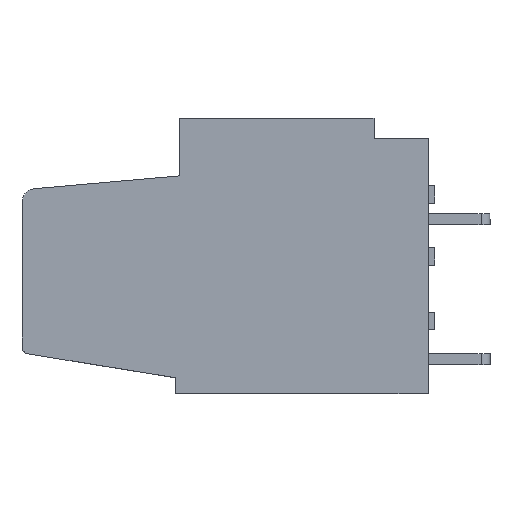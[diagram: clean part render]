
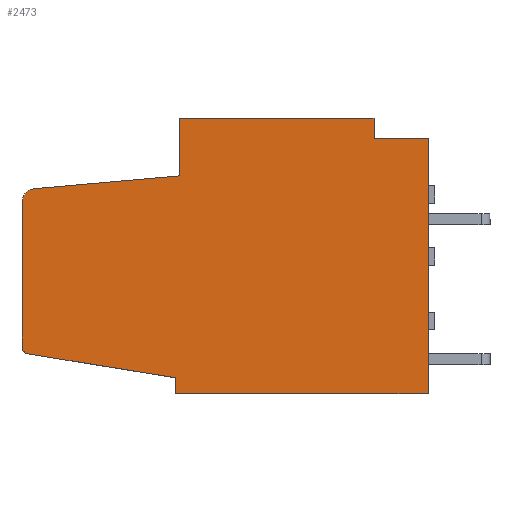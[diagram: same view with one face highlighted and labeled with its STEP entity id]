
A CAD part, left-side view. The second image highlights one B-rep face of the part: STEP entity #2473.
In plain terms, the highlighted planar face has unit normal (-1, 0, 0).
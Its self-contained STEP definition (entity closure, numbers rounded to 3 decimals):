
#33 = AXIS2_PLACEMENT_3D ( 'NONE', #4653, #5907, #6499 ) ;
#340 = CARTESIAN_POINT ( 'NONE',  ( -40.65, 47.087, -13.848 ) ) ;
#581 = CIRCLE ( 'NONE', #4202, 1. ) ;
#677 = VECTOR ( 'NONE', #2914, 1000. ) ;
#737 = DIRECTION ( 'NONE',  ( 0., 0., 1. ) ) ;
#744 = CARTESIAN_POINT ( 'NONE',  ( -40.65, 47.386, -28.515 ) ) ;
#767 = VERTEX_POINT ( 'NONE', #3591 ) ;
#815 = VECTOR ( 'NONE', #6693, 1000. ) ;
#989 = VERTEX_POINT ( 'NONE', #744 ) ;
#995 = LINE ( 'NONE', #2577, #5703 ) ;
#1062 = VERTEX_POINT ( 'NONE', #7420 ) ;
#1080 = VECTOR ( 'NONE', #3337, 1000. ) ;
#1105 = ORIENTED_EDGE ( 'NONE', *, *, #5676, .T. ) ;
#1426 = CARTESIAN_POINT ( 'NONE',  ( -40.65, 47.087, -9.669 ) ) ;
#1428 = CARTESIAN_POINT ( 'NONE',  ( -40.65, 32.969, -11.142 ) ) ;
#1430 = VECTOR ( 'NONE', #5545, 1000. ) ;
#1441 = VECTOR ( 'NONE', #737, 1000. ) ;
#1482 = EDGE_CURVE ( 'NONE', #989, #767, #2781, .T. ) ;
#1510 = ORIENTED_EDGE ( 'NONE', *, *, #1482, .T. ) ;
#1780 = VERTEX_POINT ( 'NONE', #3891 ) ;
#1884 = PLANE ( 'NONE',  #4096 ) ;
#2034 = DIRECTION ( 'NONE',  ( 0., 0., 1. ) ) ;
#2155 = CARTESIAN_POINT ( 'NONE',  ( -40.65, 47.386, -29.669 ) ) ;
#2170 = EDGE_LOOP ( 'NONE', ( #3894, #7684, #6635, #2312, #2685, #4710, #1510, #4690, #2319, #1105, #2792, #5279 ) ) ;
#2312 = ORIENTED_EDGE ( 'NONE', *, *, #4205, .T. ) ;
#2319 = ORIENTED_EDGE ( 'NONE', *, *, #3186, .T. ) ;
#2437 = VERTEX_POINT ( 'NONE', #3717 ) ;
#2473 = ADVANCED_FACE ( 'NONE', ( #2475 ), #1884, .T. ) ;
#2475 = FACE_OUTER_BOUND ( 'NONE', #2170, .T. ) ;
#2577 = CARTESIAN_POINT ( 'NONE',  ( -40.65, 47.087, -13.848 ) ) ;
#2685 = ORIENTED_EDGE ( 'NONE', *, *, #2746, .T. ) ;
#2746 = EDGE_CURVE ( 'NONE', #5328, #2437, #3042, .T. ) ;
#2781 = LINE ( 'NONE', #3681, #815 ) ;
#2792 = ORIENTED_EDGE ( 'NONE', *, *, #4470, .T. ) ;
#2807 = DIRECTION ( 'NONE',  ( -1., 0., 0. ) ) ;
#2834 = CARTESIAN_POINT ( 'NONE',  ( -40.65, 57.542, -15.775 ) ) ;
#2914 = DIRECTION ( 'NONE',  ( 0., 0., -1. ) ) ;
#2926 = LINE ( 'NONE', #3736, #1430 ) ;
#2982 = LINE ( 'NONE', #7784, #7620 ) ;
#3032 = LINE ( 'NONE', #2155, #1080 ) ;
#3042 = CIRCLE ( 'NONE', #33, 0.5 ) ;
#3112 = CARTESIAN_POINT ( 'NONE',  ( -40.65, 57.542, -15.775 ) ) ;
#3151 = CARTESIAN_POINT ( 'NONE',  ( -40.65, 57.63, -14.779 ) ) ;
#3186 = EDGE_CURVE ( 'NONE', #7490, #5528, #5317, .T. ) ;
#3239 = CARTESIAN_POINT ( 'NONE',  ( -40.65, 29.042, -29.669 ) ) ;
#3250 = CARTESIAN_POINT ( 'NONE',  ( -40.65, 29.042, -11.142 ) ) ;
#3267 = VERTEX_POINT ( 'NONE', #6854 ) ;
#3337 = DIRECTION ( 'NONE',  ( 0., -1., 0. ) ) ;
#3489 = EDGE_CURVE ( 'NONE', #3653, #6385, #3707, .T. ) ;
#3557 = CARTESIAN_POINT ( 'NONE',  ( -40.65, 58.542, -26.283 ) ) ;
#3591 = CARTESIAN_POINT ( 'NONE',  ( -40.65, 47.386, -29.669 ) ) ;
#3625 = CARTESIAN_POINT ( 'NONE',  ( -40.65, 32.969, -9.669 ) ) ;
#3639 = VERTEX_POINT ( 'NONE', #3151 ) ;
#3653 = VERTEX_POINT ( 'NONE', #1426 ) ;
#3681 = CARTESIAN_POINT ( 'NONE',  ( -40.65, 47.386, -28.515 ) ) ;
#3707 = LINE ( 'NONE', #5387, #677 ) ;
#3717 = CARTESIAN_POINT ( 'NONE',  ( -40.65, 58.122, -26.777 ) ) ;
#3736 = CARTESIAN_POINT ( 'NONE',  ( -40.65, 29.042, -11.142 ) ) ;
#3815 = VECTOR ( 'NONE', #7422, 1000. ) ;
#3891 = CARTESIAN_POINT ( 'NONE',  ( -40.65, 32.969, -11.142 ) ) ;
#3894 = ORIENTED_EDGE ( 'NONE', *, *, #3489, .T. ) ;
#4096 = AXIS2_PLACEMENT_3D ( 'NONE', #3112, #4335, #5801 ) ;
#4202 = AXIS2_PLACEMENT_3D ( 'NONE', #2834, #2807, #7040 ) ;
#4205 = EDGE_CURVE ( 'NONE', #3267, #5328, #5990, .T. ) ;
#4219 = EDGE_CURVE ( 'NONE', #6385, #3639, #995, .T. ) ;
#4335 = DIRECTION ( 'NONE',  ( -1., 0., 0. ) ) ;
#4394 = DIRECTION ( 'NONE',  ( 0., 0.996, -0.088 ) ) ;
#4470 = EDGE_CURVE ( 'NONE', #1780, #1062, #4926, .T. ) ;
#4653 = CARTESIAN_POINT ( 'NONE',  ( -40.65, 58.042, -26.283 ) ) ;
#4690 = ORIENTED_EDGE ( 'NONE', *, *, #5015, .T. ) ;
#4710 = ORIENTED_EDGE ( 'NONE', *, *, #7732, .T. ) ;
#4713 = EDGE_CURVE ( 'NONE', #3639, #3267, #581, .T. ) ;
#4926 = LINE ( 'NONE', #1428, #1441 ) ;
#5015 = EDGE_CURVE ( 'NONE', #767, #7490, #3032, .T. ) ;
#5027 = CARTESIAN_POINT ( 'NONE',  ( -40.65, 58.542, -15.775 ) ) ;
#5075 = CARTESIAN_POINT ( 'NONE',  ( -40.65, 29.042, -29.669 ) ) ;
#5279 = ORIENTED_EDGE ( 'NONE', *, *, #6078, .T. ) ;
#5317 = LINE ( 'NONE', #3239, #5981 ) ;
#5328 = VERTEX_POINT ( 'NONE', #3557 ) ;
#5387 = CARTESIAN_POINT ( 'NONE',  ( -40.65, 47.087, -9.669 ) ) ;
#5528 = VERTEX_POINT ( 'NONE', #3250 ) ;
#5545 = DIRECTION ( 'NONE',  ( 0., 1., 0. ) ) ;
#5676 = EDGE_CURVE ( 'NONE', #5528, #1780, #2926, .T. ) ;
#5703 = VECTOR ( 'NONE', #4394, 1000. ) ;
#5801 = DIRECTION ( 'NONE',  ( 0., 0., 1. ) ) ;
#5907 = DIRECTION ( 'NONE',  ( -1., 0., 0. ) ) ;
#5981 = VECTOR ( 'NONE', #2034, 1000. ) ;
#5990 = LINE ( 'NONE', #5027, #3815 ) ;
#6026 = DIRECTION ( 'NONE',  ( 0., -0.987, -0.16 ) ) ;
#6050 = DIRECTION ( 'NONE',  ( 0., 1., 0. ) ) ;
#6078 = EDGE_CURVE ( 'NONE', #1062, #3653, #7747, .T. ) ;
#6385 = VERTEX_POINT ( 'NONE', #340 ) ;
#6499 = DIRECTION ( 'NONE',  ( 0., 0., 1. ) ) ;
#6635 = ORIENTED_EDGE ( 'NONE', *, *, #4713, .T. ) ;
#6693 = DIRECTION ( 'NONE',  ( 0., 0., -1. ) ) ;
#6854 = CARTESIAN_POINT ( 'NONE',  ( -40.65, 58.542, -15.775 ) ) ;
#7040 = DIRECTION ( 'NONE',  ( 0., 0., 1. ) ) ;
#7174 = VECTOR ( 'NONE', #6050, 1000. ) ;
#7420 = CARTESIAN_POINT ( 'NONE',  ( -40.65, 32.969, -9.669 ) ) ;
#7422 = DIRECTION ( 'NONE',  ( 0., 0., -1. ) ) ;
#7490 = VERTEX_POINT ( 'NONE', #5075 ) ;
#7620 = VECTOR ( 'NONE', #6026, 1000. ) ;
#7684 = ORIENTED_EDGE ( 'NONE', *, *, #4219, .T. ) ;
#7732 = EDGE_CURVE ( 'NONE', #2437, #989, #2982, .T. ) ;
#7747 = LINE ( 'NONE', #3625, #7174 ) ;
#7784 = CARTESIAN_POINT ( 'NONE',  ( -40.65, 58.122, -26.777 ) ) ;
